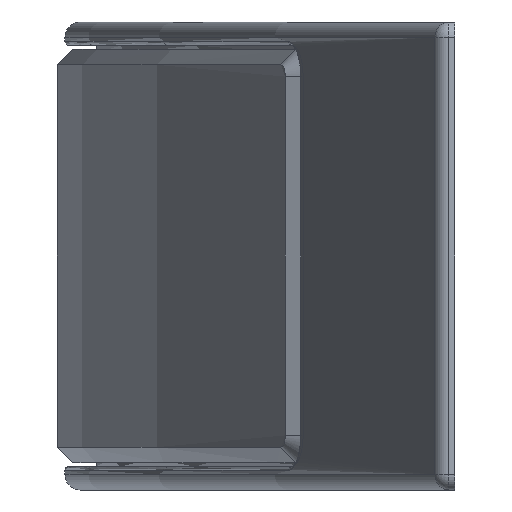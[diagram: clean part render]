
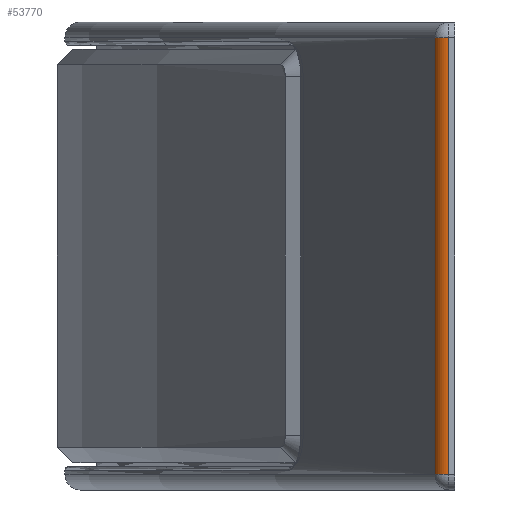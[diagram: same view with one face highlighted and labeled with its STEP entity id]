
A CAD part, left-side view. The second image highlights one B-rep face of the part: STEP entity #53770.
In plain terms, the highlighted cylindrical face has radius 1 mm (diameter 2 mm), a partial arc.
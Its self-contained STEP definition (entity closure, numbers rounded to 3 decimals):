
#1590=CARTESIAN_POINT('',(-99.451,-0.278,14.));
#1600=VERTEX_POINT('',#1590);
#25990=CARTESIAN_POINT('',(-100.,0.614,-14.));
#26000=VERTEX_POINT('',#25990);
#26510=CARTESIAN_POINT('',(-99.,0.614,14.));
#26520=DIRECTION('',(0.,0.,-1.));
#26530=DIRECTION('',(1.,-0.,0.));
#26540=AXIS2_PLACEMENT_3D('',#26510,#26520,#26530);
#26550=CIRCLE('',#26540,1.);
#26560=CARTESIAN_POINT('',(-100.,0.614,14.));
#26570=VERTEX_POINT('',#26560);
#26580=EDGE_CURVE('',#1600,#26570,#26550,.T.);
#32830=CARTESIAN_POINT('',(-99.,0.614,-14.));
#32840=DIRECTION('',(0.,0.,1.));
#32850=DIRECTION('',(-1.,0.,0.));
#32860=AXIS2_PLACEMENT_3D('',#32830,#32840,#32850);
#32870=CIRCLE('',#32860,1.);
#32880=CARTESIAN_POINT('',(-99.451,-0.278,-14.));
#32890=VERTEX_POINT('',#32880);
#32900=EDGE_CURVE('',#26000,#32890,#32870,.T.);
#53560=CARTESIAN_POINT('',(-99.,0.614,0.));
#53570=DIRECTION('',(0.,0.,-1.));
#53580=DIRECTION('',(-1.,0.,0.));
#53590=AXIS2_PLACEMENT_3D('',#53560,#53570,#53580);
#53600=CYLINDRICAL_SURFACE('',#53590,1.);
#53610=ORIENTED_EDGE('',*,*,#26580,.T.);
#53620=CARTESIAN_POINT('',(-99.451,-0.278,0.));
#53630=DIRECTION('',(0.,0.,-1.));
#53640=VECTOR('',#53630,1.);
#53650=LINE('',#53620,#53640);
#53660=EDGE_CURVE('',#1600,#32890,#53650,.T.);
#53670=ORIENTED_EDGE('',*,*,#53660,.F.);
#53680=ORIENTED_EDGE('',*,*,#32900,.T.);
#53690=CARTESIAN_POINT('',(-100.,0.614,0.));
#53700=DIRECTION('',(0.,0.,-1.));
#53710=VECTOR('',#53700,1.);
#53720=LINE('',#53690,#53710);
#53730=EDGE_CURVE('',#26570,#26000,#53720,.T.);
#53740=ORIENTED_EDGE('',*,*,#53730,.T.);
#53750=EDGE_LOOP('',(#53740,#53680,#53670,#53610));
#53760=FACE_OUTER_BOUND('',#53750,.T.);
#53770=ADVANCED_FACE('',(#53760),#53600,.T.);
